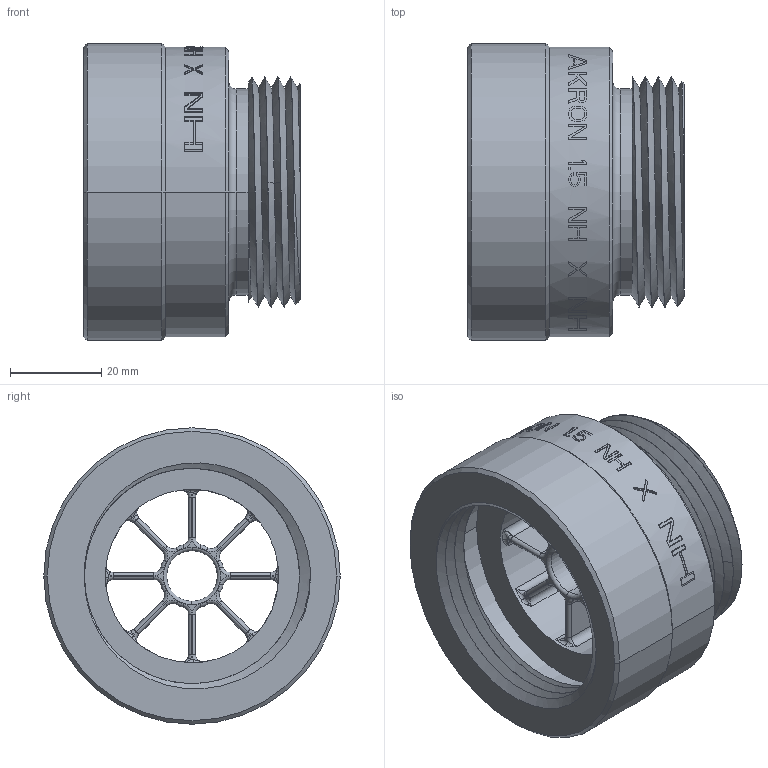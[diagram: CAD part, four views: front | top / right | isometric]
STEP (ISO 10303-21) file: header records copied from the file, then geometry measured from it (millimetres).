
FILE_DESCRIPTION((''),'2;1');
FILE_NAME('B41806_SW0001','2013-02-19T',('cleon'),(''),'PRO/ENGINEER BY PARAMETRIC TECHNOLOGY CORPORATION, 2011180','PRO/ENGINEER BY PARAMETRIC TECHNOLOGY CORPORATION, 2011180','');
FILE_SCHEMA(('CONFIG_CONTROL_DESIGN'));
Length unit declared in the file: inch
Products named in the file (1): B41806_SW0001
Bounding box: 47.62 x 65.1 x 65.1 mm (x, y, z)
Surface area: 28674.8 mm2 (no closed solid volume)
Topology: 0 solids, 1 shells, 496 faces, 1355 edges, 851 vertices
Faces by surface type: plane 202, cylinder 113, torus 102, bspline 72, cone 7
Entity records: 20108 total; most frequent: CARTESIAN_POINT 8183, ORIENTED_EDGE 2598, DIRECTION 2339, EDGE_CURVE 1355, AXIS2_PLACEMENT_3D 942, VERTEX_POINT 851, EDGE_LOOP 527, CIRCLE 518
